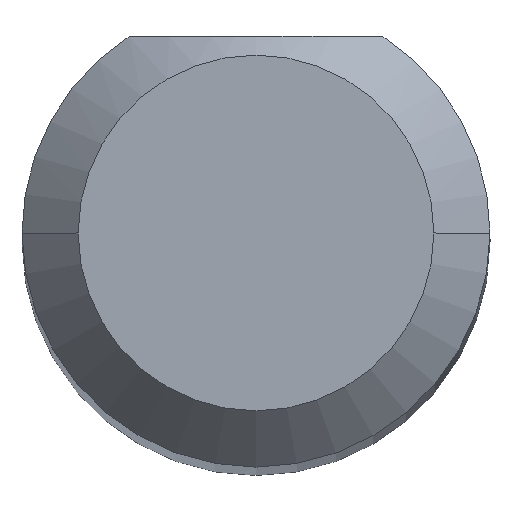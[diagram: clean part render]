
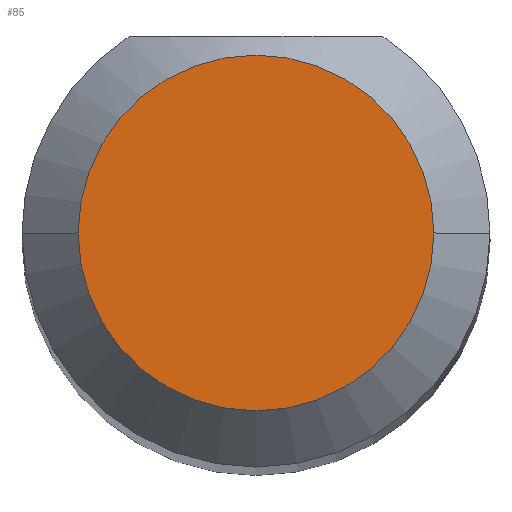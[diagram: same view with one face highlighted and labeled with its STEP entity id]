
A CAD part, top view. The second image highlights one B-rep face of the part: STEP entity #85.
In plain terms, the highlighted planar face has unit normal (0, 0, 1).
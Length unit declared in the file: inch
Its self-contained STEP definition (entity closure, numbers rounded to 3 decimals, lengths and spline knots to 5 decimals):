
#1 = AXIS2_PLACEMENT_3D ( 'NONE', #450, #63, #535 ) ;
#6 = ORIENTED_EDGE ( 'NONE', *, *, #439, .T. ) ;
#36 = AXIS2_PLACEMENT_3D ( 'NONE', #222, #390, #557 ) ;
#63 = DIRECTION ( 'NONE',  ( 0., 0., 1. ) ) ;
#85 = ADVANCED_FACE ( 'NONE', ( #283 ), #281, .T. ) ;
#120 = EDGE_CURVE ( 'NONE', #346, #528, #384, .T. ) ;
#137 = CARTESIAN_POINT ( 'NONE',  ( -0.0475, 0., 1.5 ) ) ;
#179 = AXIS2_PLACEMENT_3D ( 'NONE', #530, #328, #451 ) ;
#205 = EDGE_LOOP ( 'NONE', ( #304, #6 ) ) ;
#222 = CARTESIAN_POINT ( 'NONE',  ( 0., 0., 1.5 ) ) ;
#252 = CIRCLE ( 'NONE', #36, 0.0475 ) ;
#281 = PLANE ( 'NONE',  #1 ) ;
#283 = FACE_OUTER_BOUND ( 'NONE', #205, .T. ) ;
#304 = ORIENTED_EDGE ( 'NONE', *, *, #120, .T. ) ;
#328 = DIRECTION ( 'NONE',  ( 0., 0., 1. ) ) ;
#346 = VERTEX_POINT ( 'NONE', #137 ) ;
#384 = CIRCLE ( 'NONE', #179, 0.0475 ) ;
#390 = DIRECTION ( 'NONE',  ( 0., 0., 1. ) ) ;
#439 = EDGE_CURVE ( 'NONE', #528, #346, #252, .T. ) ;
#450 = CARTESIAN_POINT ( 'NONE',  ( 0., 0., 1.5 ) ) ;
#451 = DIRECTION ( 'NONE',  ( 1., 0., 0. ) ) ;
#528 = VERTEX_POINT ( 'NONE', #538 ) ;
#530 = CARTESIAN_POINT ( 'NONE',  ( 0., 0., 1.5 ) ) ;
#535 = DIRECTION ( 'NONE',  ( 1., 0., 0. ) ) ;
#538 = CARTESIAN_POINT ( 'NONE',  ( 0.0475, 0., 1.5 ) ) ;
#557 = DIRECTION ( 'NONE',  ( 1., 0., 0. ) ) ;
